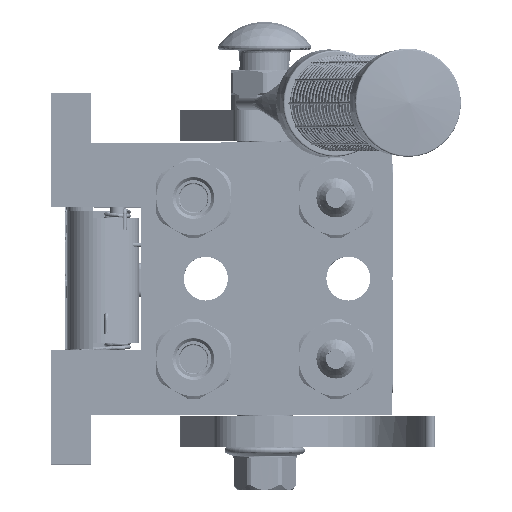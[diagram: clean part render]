
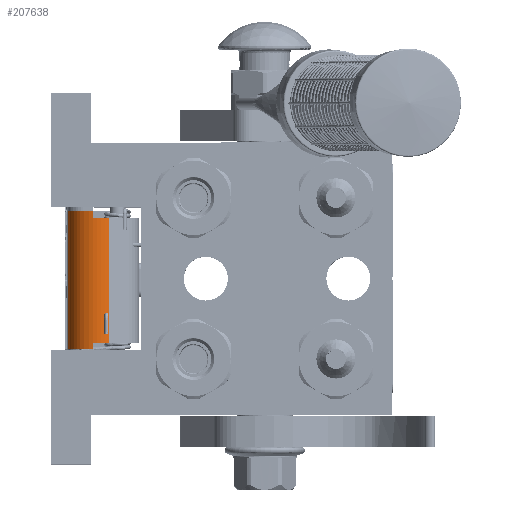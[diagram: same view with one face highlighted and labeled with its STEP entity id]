
A CAD part, top view. The second image highlights one B-rep face of the part: STEP entity #207638.
In plain terms, the highlighted cylindrical face has radius 9.5 mm (diameter 19 mm), a partial arc.
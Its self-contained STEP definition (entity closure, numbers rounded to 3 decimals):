
#6919 = VERTEX_POINT ( 'NONE', #25085 ) ;
#8555 = CIRCLE ( 'NONE', #149859, 9.5 ) ;
#8801 = ORIENTED_EDGE ( 'NONE', *, *, #115508, .T. ) ;
#8932 = VERTEX_POINT ( 'NONE', #51808 ) ;
#11417 = CARTESIAN_POINT ( 'NONE',  ( -22.25, 0., -56.881 ) ) ;
#13026 = AXIS2_PLACEMENT_3D ( 'NONE', #118320, #54205, #92219 ) ;
#16761 = CARTESIAN_POINT ( 'NONE',  ( -22.25, 0., -56.881 ) ) ;
#19956 = EDGE_CURVE ( 'NONE', #103970, #8932, #80657, .T. ) ;
#25085 = CARTESIAN_POINT ( 'NONE',  ( 22.25, 8., -47.5 ) ) ;
#31125 = CARTESIAN_POINT ( 'NONE',  ( 22.25, -1.5, -47.5 ) ) ;
#33982 = AXIS2_PLACEMENT_3D ( 'NONE', #61255, #189363, #93089 ) ;
#35417 = CIRCLE ( 'NONE', #38968, 9.5 ) ;
#38968 = AXIS2_PLACEMENT_3D ( 'NONE', #31125, #63443, #112127 ) ;
#42261 = CIRCLE ( 'NONE', #33982, 9.5 ) ;
#42955 = DIRECTION ( 'NONE',  ( 1., 0., 0. ) ) ;
#44330 = DIRECTION ( 'NONE',  ( 1., 0., 0. ) ) ;
#49762 = DIRECTION ( 'NONE',  ( 1., 0., 0. ) ) ;
#51808 = CARTESIAN_POINT ( 'NONE',  ( 20.25, -5.154, -56.269 ) ) ;
#53449 = VERTEX_POINT ( 'NONE', #188367 ) ;
#54205 = DIRECTION ( 'NONE',  ( 1., 0., 0. ) ) ;
#56309 = CARTESIAN_POINT ( 'NONE',  ( -20.25, -1.5, -47.5 ) ) ;
#61255 = CARTESIAN_POINT ( 'NONE',  ( 20.25, -1.5, -47.5 ) ) ;
#62691 = ORIENTED_EDGE ( 'NONE', *, *, #115031, .F. ) ;
#63216 = VECTOR ( 'NONE', #95599, 1000. ) ;
#63407 = CARTESIAN_POINT ( 'NONE',  ( 20.25, 0., -56.881 ) ) ;
#63443 = DIRECTION ( 'NONE',  ( 1., 0., 0. ) ) ;
#63813 = VECTOR ( 'NONE', #44330, 1000. ) ;
#66263 = VERTEX_POINT ( 'NONE', #11417 ) ;
#66331 = CARTESIAN_POINT ( 'NONE',  ( -22.25, -1.5, -47.5 ) ) ;
#75240 = DIRECTION ( 'NONE',  ( 0., -0.385, -0.923 ) ) ;
#77341 = ORIENTED_EDGE ( 'NONE', *, *, #116859, .F. ) ;
#80657 = LINE ( 'NONE', #93525, #63216 ) ;
#81504 = ORIENTED_EDGE ( 'NONE', *, *, #19956, .F. ) ;
#81951 = DIRECTION ( 'NONE',  ( 0., -1., 0. ) ) ;
#84084 = LINE ( 'NONE', #206053, #63813 ) ;
#88978 = EDGE_CURVE ( 'NONE', #66263, #53449, #144850, .T. ) ;
#92219 = DIRECTION ( 'NONE',  ( 0., 0.158, -0.987 ) ) ;
#93089 = DIRECTION ( 'NONE',  ( 0., -0.385, -0.923 ) ) ;
#93525 = CARTESIAN_POINT ( 'NONE',  ( -20.25, -5.154, -56.269 ) ) ;
#95287 = FACE_OUTER_BOUND ( 'NONE', #140756, .T. ) ;
#95599 = DIRECTION ( 'NONE',  ( 1., 0., 0. ) ) ;
#100280 = EDGE_CURVE ( 'NONE', #66263, #101527, #147542, .T. ) ;
#101527 = VERTEX_POINT ( 'NONE', #203182 ) ;
#103970 = VERTEX_POINT ( 'NONE', #172646 ) ;
#110044 = AXIS2_PLACEMENT_3D ( 'NONE', #66331, #129084, #81951 ) ;
#111382 = DIRECTION ( 'NONE',  ( 1., 0., 0. ) ) ;
#111919 = VECTOR ( 'NONE', #49762, 1000. ) ;
#111975 = LINE ( 'NONE', #63407, #207580 ) ;
#112127 = DIRECTION ( 'NONE',  ( 0., 0.158, -0.987 ) ) ;
#115031 = EDGE_CURVE ( 'NONE', #142938, #129308, #111975, .T. ) ;
#115479 = EDGE_CURVE ( 'NONE', #103970, #101527, #8555, .T. ) ;
#115508 = EDGE_CURVE ( 'NONE', #53449, #6919, #84084, .T. ) ;
#115563 = ORIENTED_EDGE ( 'NONE', *, *, #100280, .F. ) ;
#116859 = EDGE_CURVE ( 'NONE', #8932, #142938, #42261, .T. ) ;
#118320 = CARTESIAN_POINT ( 'NONE',  ( -22.25, -1.5, -47.5 ) ) ;
#120441 = ORIENTED_EDGE ( 'NONE', *, *, #135678, .F. ) ;
#129084 = DIRECTION ( 'NONE',  ( -1., 0., 0. ) ) ;
#129308 = VERTEX_POINT ( 'NONE', #201249 ) ;
#135678 = EDGE_CURVE ( 'NONE', #129308, #6919, #35417, .T. ) ;
#140756 = EDGE_LOOP ( 'NONE', ( #81504, #189598, #115563, #156619, #8801, #120441, #62691, #77341 ) ) ;
#142938 = VERTEX_POINT ( 'NONE', #162524 ) ;
#144850 = CIRCLE ( 'NONE', #13026, 9.5 ) ;
#147542 = LINE ( 'NONE', #16761, #111919 ) ;
#149859 = AXIS2_PLACEMENT_3D ( 'NONE', #56309, #42955, #75240 ) ;
#156619 = ORIENTED_EDGE ( 'NONE', *, *, #88978, .T. ) ;
#162524 = CARTESIAN_POINT ( 'NONE',  ( 20.25, 0., -56.881 ) ) ;
#172646 = CARTESIAN_POINT ( 'NONE',  ( -20.25, -5.154, -56.269 ) ) ;
#173075 = CYLINDRICAL_SURFACE ( 'NONE', #110044, 9.5 ) ;
#188367 = CARTESIAN_POINT ( 'NONE',  ( -22.25, 8., -47.5 ) ) ;
#189363 = DIRECTION ( 'NONE',  ( 1., 0., 0. ) ) ;
#189598 = ORIENTED_EDGE ( 'NONE', *, *, #115479, .T. ) ;
#201249 = CARTESIAN_POINT ( 'NONE',  ( 22.25, 0., -56.881 ) ) ;
#203182 = CARTESIAN_POINT ( 'NONE',  ( -20.25, 0., -56.881 ) ) ;
#206053 = CARTESIAN_POINT ( 'NONE',  ( -22.25, 8., -47.5 ) ) ;
#207580 = VECTOR ( 'NONE', #111382, 1000. ) ;
#207638 = ADVANCED_FACE ( 'NONE', ( #95287 ), #173075, .T. ) ;
